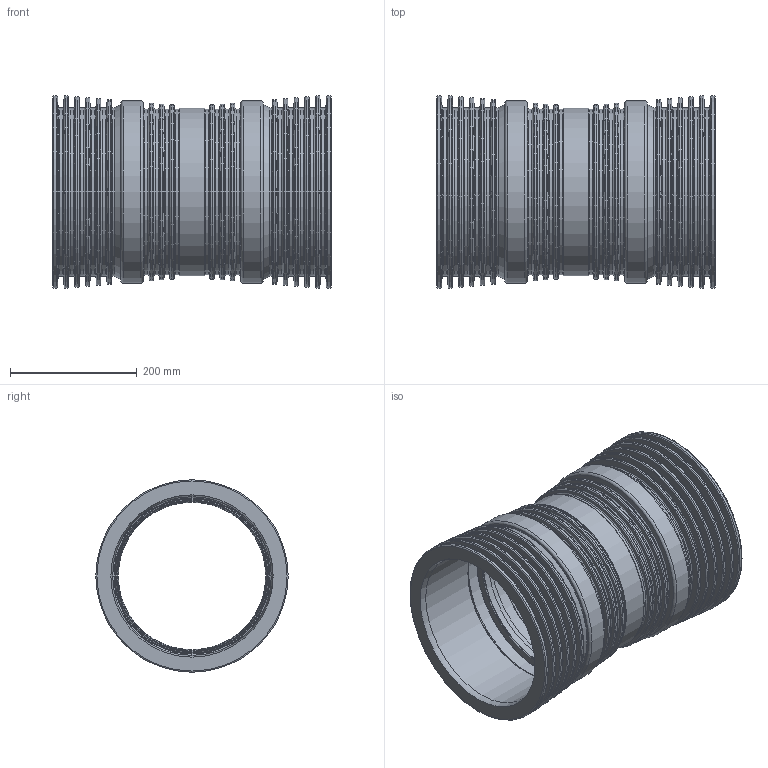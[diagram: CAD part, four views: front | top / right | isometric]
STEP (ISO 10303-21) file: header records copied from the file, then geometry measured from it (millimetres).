
FILE_DESCRIPTION(/* description */ (''),/* implementation_level */ '2;1');
FILE_NAME(/* name */ '737700z.stp',/* time_stamp */ '2026-01-08T09:33:36+01:00',/* author */ ('corinna'),/* organization */ (''),/* preprocessor_version */ 'ST-DEVELOPER v20',/* originating_system */ 'Autodesk Inventor 2024',/* authorisation */ '');
FILE_SCHEMA (('AUTOMOTIVE_DESIGN { 1 0 10303 214 3 1 1 }'));
Length unit declared in the file: millimetre
Products named in the file (1): 737700z
Bounding box: 439.94 x 303.93 x 303.93 mm (x, y, z)
Volume: 4444887.3 mm3; surface area: 1309182.6 mm2
Topology: 1 solids, 1 shells, 226 faces, 642 edges, 424 vertices
Faces by surface type: torus 108, cone 58, cylinder 52, plane 8
Full cylindrical faces by diameter (mm): 233.225 x1, 250.508 x2, 251.539 x2, 251.981 x4, 260.917 x2, 261.899 x6, 264.944 x1, 265.926 x12, 274.96 x2, 275.942 x2, 277.906 x2, 279.87 x2, 288.512 x2, 292.145 x2, 295.091 x2, 298.037 x2, 300.983 x2, 303.929 x4
Entity records: 7749 total; most frequent: DIRECTION 1628, CARTESIAN_POINT 1293, ORIENTED_EDGE 1284, AXIS2_PLACEMENT_3D 759, EDGE_CURVE 642, CIRCLE 532, VERTEX_POINT 424, EDGE_LOOP 234
